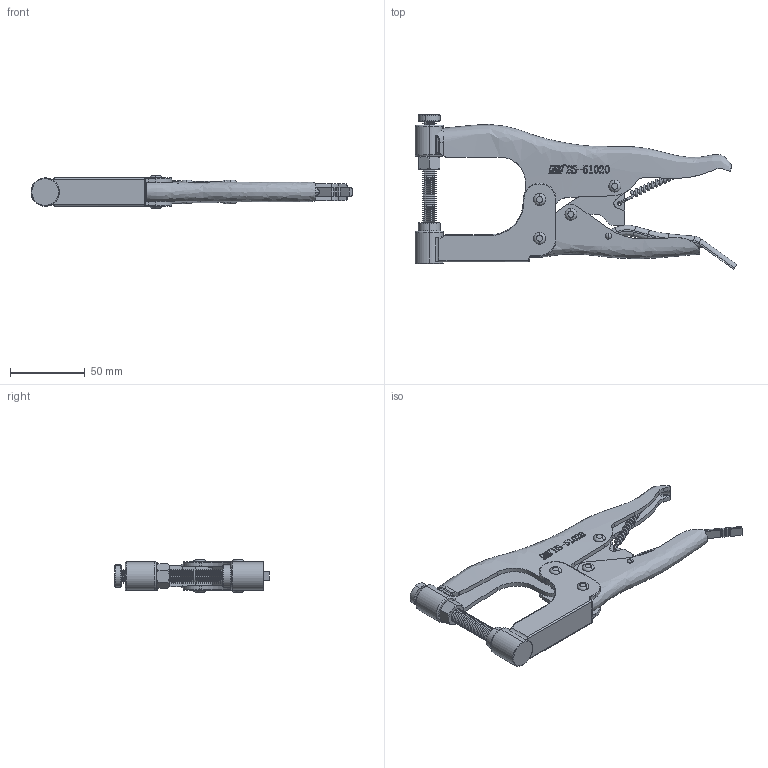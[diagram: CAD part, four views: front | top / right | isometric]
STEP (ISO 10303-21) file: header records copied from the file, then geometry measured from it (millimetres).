
FILE_DESCRIPTION (( 'STEP AP203' ), '1' );
FILE_NAME ('HS-51020.STEP', '2023-03-10T02:54:13', ( '微软用户' ), ( '微软中国' ), 'SwSTEP 2.0', 'SolidWorks 2012', '' );
FILE_SCHEMA (( 'CONFIG_CONTROL_DESIGN' ));
Length unit declared in the file: millimetre
Products named in the file (15): HS-51020; hex nut_ai_HNUT 0.3750-16-D-N; 牷啊芛; 挴裝; 种苤3x13; 种苤6.4x13; 种笢6.4x19; 粟銅蚾1.5; 粟銅1.5; 境像1.5; 苤揤旋20; 蟀裝20; 奻旋20; 狟旋20; 狟揤旋20
Assembly tree (16 placements, depth 3):
  HS-51020
    狟揤旋20
    狟旋20
    奻旋20
    蟀裝20
    苤揤旋20
    粟銅蚾1.5
      境像1.5
      粟銅1.5
    种笢6.4x19  x2
    种苤6.4x13  x2
    种苤3x13
    挴裝
    牷啊芛
    hex nut_ai_HNUT 0.3750-16-D-N
Bounding box: 215.83 x 103.65 x 22 mm (x, y, z)
Volume: 87110.1 mm3; surface area: 61772.1 mm2
Topology: 15 solids, 15 shells, 921 faces, 2279 edges, 1425 vertices
Faces by surface type: plane 285, cone 226, cylinder 189, bspline 160, torus 59, sphere 2
Entity records: 91758 total; most frequent: CARTESIAN_POINT 70066, ORIENTED_EDGE 4482, DIRECTION 3635, EDGE_CURVE 2241, VERTEX_POINT 1401, AXIS2_PLACEMENT_3D 1327, LINE 981, VECTOR 981
